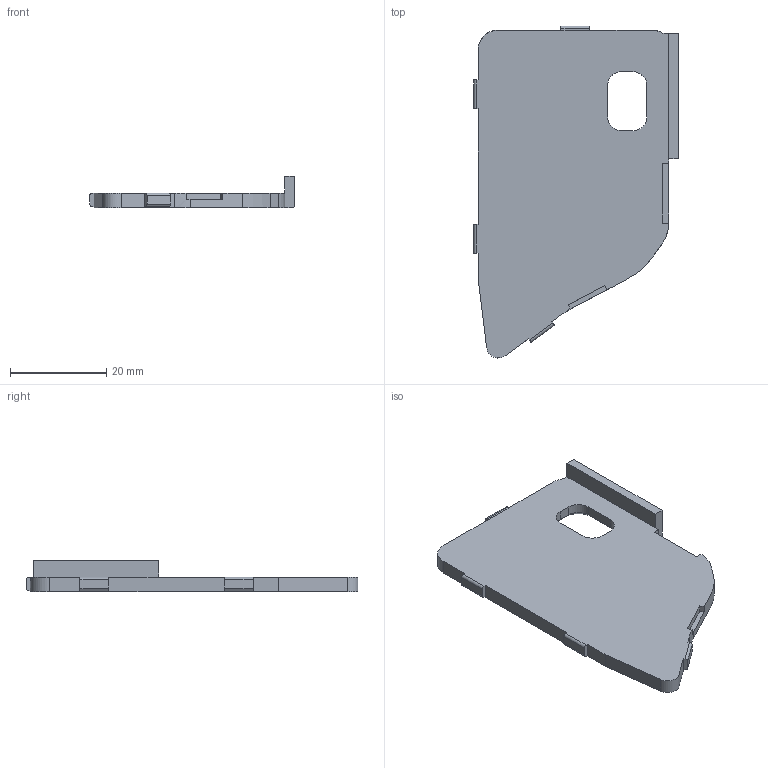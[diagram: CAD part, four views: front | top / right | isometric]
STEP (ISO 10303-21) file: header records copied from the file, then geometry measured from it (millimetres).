
FILE_DESCRIPTION(('HOOPS Exchange Step'),'2;1');
FILE_NAME('hpd-V2-TP-bot.stp','2025-02-21T17:34:56+03:00',('111'),('Unknown organisation'),'HOOPS Exchange 2024.2','HOOPS Exchange','Unknown authorisation');
FILE_SCHEMA( ('AP203_CONFIGURATION_CONTROLLED_3D_DESIGN_OF_MECHANICAL_PARTS_AND_ASSEMBLIES_MIM_LF') );
Length unit declared in the file: millimetre
Products named in the file (1): root
Bounding box: 42.46 x 68.93 x 6.48 mm (x, y, z)
Volume: 6851.6 mm3; surface area: 5376.3 mm2
Topology: 1 solids, 1 shells, 70 faces, 195 edges, 127 vertices
Faces by surface type: plane 47, cylinder 15, cone 4, bspline 2, extrusion 2
Entity records: 2391 total; most frequent: CARTESIAN_POINT 565, ORIENTED_EDGE 390, DIRECTION 358, EDGE_CURVE 195, VECTOR 150, LINE 148, VERTEX_POINT 127, AXIS2_PLACEMENT_3D 104
